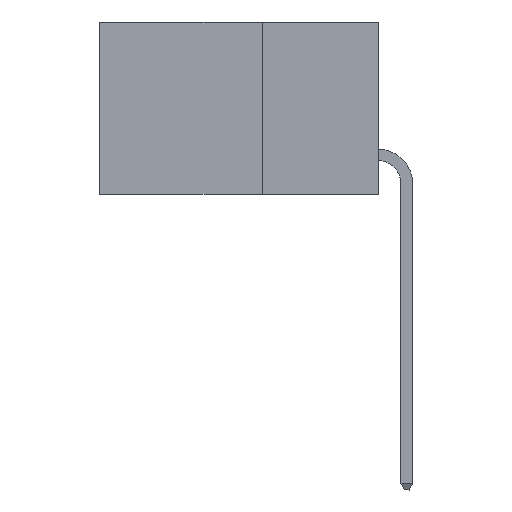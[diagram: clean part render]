
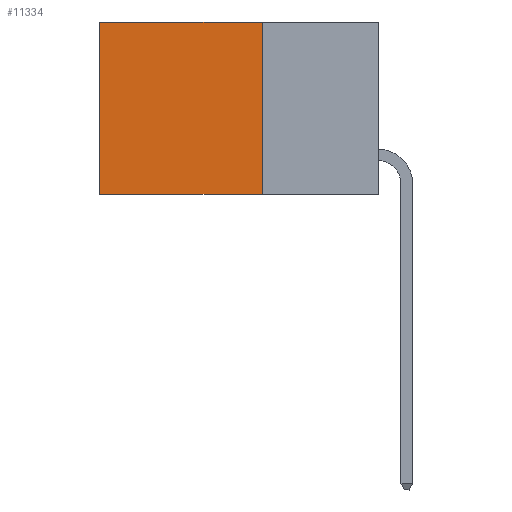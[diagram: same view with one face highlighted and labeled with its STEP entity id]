
A CAD part, left-side view. The second image highlights one B-rep face of the part: STEP entity #11334.
In plain terms, the highlighted planar face has unit normal (-1, 0, 0).
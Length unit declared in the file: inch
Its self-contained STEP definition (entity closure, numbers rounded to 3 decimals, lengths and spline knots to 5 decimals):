
#1 = VERTEX_POINT ( 'NONE', #6641 ) ;
#421 = ORIENTED_EDGE ( 'NONE', *, *, #925, .F. ) ;
#925 = EDGE_CURVE ( 'NONE', #12724, #10744, #11573, .T. ) ;
#999 = ORIENTED_EDGE ( 'NONE', *, *, #8752, .T. ) ;
#1997 = LINE ( 'NONE', #8873, #5710 ) ;
#2195 = DIRECTION ( 'NONE',  ( 0., 1., 0. ) ) ;
#2250 = CARTESIAN_POINT ( 'NONE',  ( 0.298, 0.25, 0. ) ) ;
#4779 = PLANE ( 'NONE',  #14636 ) ;
#4797 = CARTESIAN_POINT ( 'NONE',  ( 0.298, 0.25, -0.37 ) ) ;
#4936 = CARTESIAN_POINT ( 'NONE',  ( 0.298, 0.6, -0.37 ) ) ;
#5710 = VECTOR ( 'NONE', #19909, 39.37008 ) ;
#6641 = CARTESIAN_POINT ( 'NONE',  ( 0.298, 0.25, 0. ) ) ;
#7309 = CARTESIAN_POINT ( 'NONE',  ( 0.298, 0.6, 0. ) ) ;
#7810 = DIRECTION ( 'NONE',  ( 1., 0., 0. ) ) ;
#7969 = LINE ( 'NONE', #2250, #15886 ) ;
#8335 = CARTESIAN_POINT ( 'NONE',  ( 0.298, 0.25, 0. ) ) ;
#8752 = EDGE_CURVE ( 'NONE', #1, #14987, #7969, .T. ) ;
#8873 = CARTESIAN_POINT ( 'NONE',  ( 0.298, 0.6, 0. ) ) ;
#10744 = VERTEX_POINT ( 'NONE', #4936 ) ;
#10923 = EDGE_CURVE ( 'NONE', #1, #12724, #12592, .T. ) ;
#11077 = VECTOR ( 'NONE', #17400, 39.37008 ) ;
#11334 = ADVANCED_FACE ( 'NONE', ( #12059 ), #4779, .F. ) ;
#11573 = LINE ( 'NONE', #14552, #11077 ) ;
#12059 = FACE_OUTER_BOUND ( 'NONE', #15068, .T. ) ;
#12592 = LINE ( 'NONE', #8335, #19937 ) ;
#12724 = VERTEX_POINT ( 'NONE', #4797 ) ;
#13149 = DIRECTION ( 'NONE',  ( 0., 0., -1. ) ) ;
#13387 = ORIENTED_EDGE ( 'NONE', *, *, #18643, .T. ) ;
#14552 = CARTESIAN_POINT ( 'NONE',  ( 0.298, 0.25, -0.37 ) ) ;
#14636 = AXIS2_PLACEMENT_3D ( 'NONE', #15677, #7810, #18828 ) ;
#14987 = VERTEX_POINT ( 'NONE', #7309 ) ;
#15068 = EDGE_LOOP ( 'NONE', ( #13387, #421, #18090, #999 ) ) ;
#15677 = CARTESIAN_POINT ( 'NONE',  ( 0.298, 0.25, 0. ) ) ;
#15886 = VECTOR ( 'NONE', #2195, 39.37008 ) ;
#17400 = DIRECTION ( 'NONE',  ( 0., 1., 0. ) ) ;
#18090 = ORIENTED_EDGE ( 'NONE', *, *, #10923, .F. ) ;
#18643 = EDGE_CURVE ( 'NONE', #14987, #10744, #1997, .T. ) ;
#18828 = DIRECTION ( 'NONE',  ( 0., 0., -1. ) ) ;
#19909 = DIRECTION ( 'NONE',  ( 0., 0., -1. ) ) ;
#19937 = VECTOR ( 'NONE', #13149, 39.37008 ) ;
